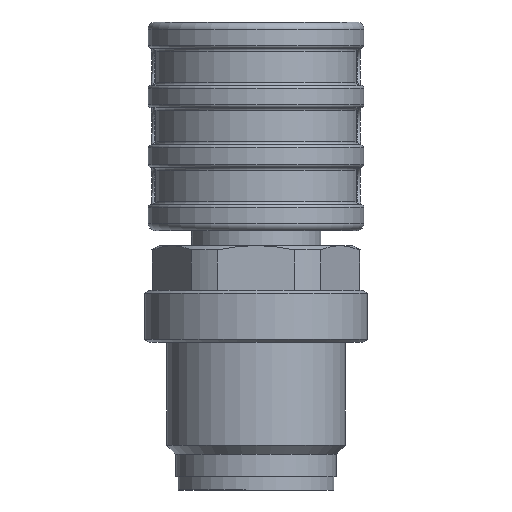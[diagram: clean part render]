
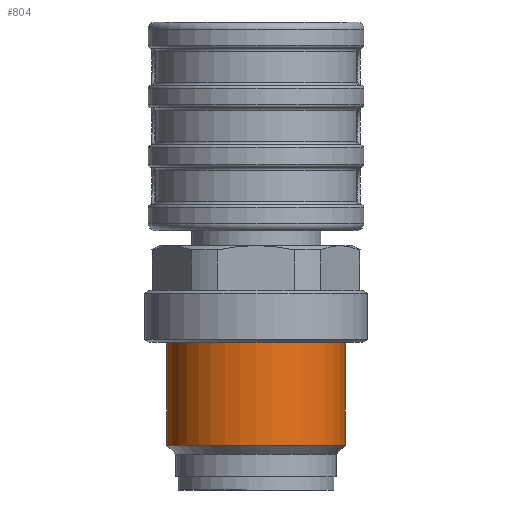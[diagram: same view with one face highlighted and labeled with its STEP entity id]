
A CAD part, left-side view. The second image highlights one B-rep face of the part: STEP entity #804.
In plain terms, the highlighted cylindrical face has radius 6 mm (diameter 12 mm), a full revolution.
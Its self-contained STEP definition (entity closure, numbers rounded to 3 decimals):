
#442=FACE_BOUND('',#1641,.T.);
#443=FACE_BOUND('',#1642,.T.);
#804=ADVANCED_FACE('',(#442,#443),#1024,.T.);
#1024=CYLINDRICAL_SURFACE('',#6137,6.);
#1641=EDGE_LOOP('',(#3694));
#1642=EDGE_LOOP('',(#3695));
#3694=ORIENTED_EDGE('',*,*,#5328,.F.);
#3695=ORIENTED_EDGE('',*,*,#5327,.T.);
#4598=VERTEX_POINT('',#14460);
#4599=VERTEX_POINT('',#14463);
#5327=EDGE_CURVE('',#4598,#4598,#5702,.T.);
#5328=EDGE_CURVE('',#4599,#4599,#5703,.T.);
#5702=CIRCLE('',#6134,6.);
#5703=CIRCLE('',#6136,6.);
#6134=AXIS2_PLACEMENT_3D('',#14459,#7263,#7264);
#6136=AXIS2_PLACEMENT_3D('',#14462,#7267,#7268);
#6137=AXIS2_PLACEMENT_3D('',#14464,#7269,#7270);
#7263=DIRECTION('',(0.,0.,-1.));
#7264=DIRECTION('',(-0.5,-0.866,0.));
#7267=DIRECTION('',(0.,0.,-1.));
#7268=DIRECTION('',(-0.5,-0.866,0.));
#7269=DIRECTION('',(0.,0.,-1.));
#7270=DIRECTION('',(0.5,0.866,0.));
#14459=CARTESIAN_POINT('',(56.5,50.,-14.5));
#14460=CARTESIAN_POINT('',(53.5,44.804,-14.5));
#14462=CARTESIAN_POINT('',(56.5,50.,-21.4));
#14463=CARTESIAN_POINT('',(53.5,44.804,-21.4));
#14464=CARTESIAN_POINT('',(56.5,50.,-23.5));
